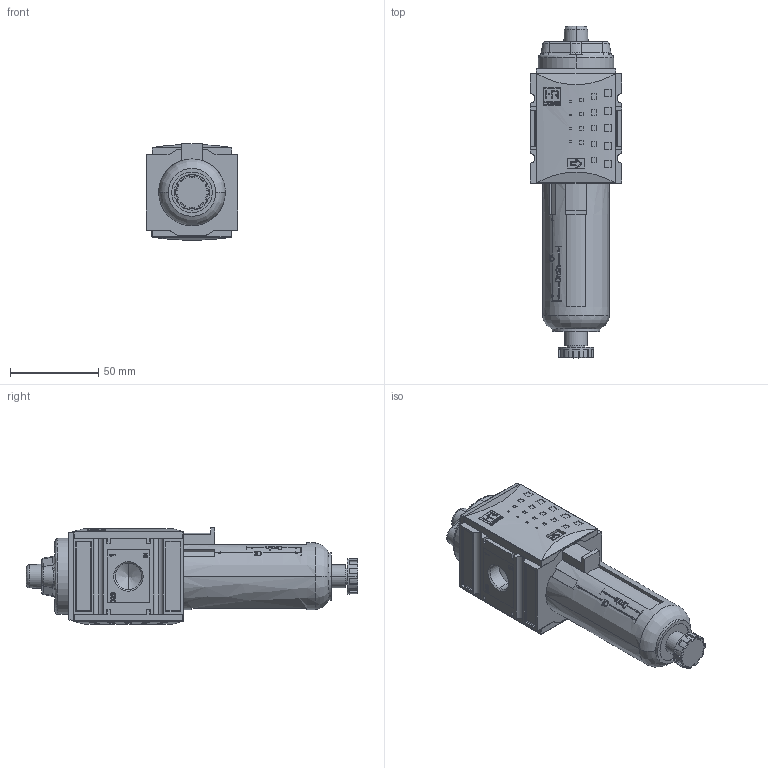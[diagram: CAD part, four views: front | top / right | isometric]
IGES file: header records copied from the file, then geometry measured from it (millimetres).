
Start section: SolidWorks IGES file using analytic representation for surfaces
Global section: file name: KPFI-138 DA.IGS; native system: SolidWorks 2013; preprocessor: SolidWorks 2013; author: technolog; date: 140109.102527; units: millimetre
Bounding box: 52 x 188 x 54.59 mm (x, y, z)
Volume: 253859.6 mm3; surface area: 62079.5 mm2
Topology: 11 solids, 11 shells, 1366 faces, 7570 edges, 9774 vertices
Faces by surface type: plane 757, revolution 438, bspline 171
